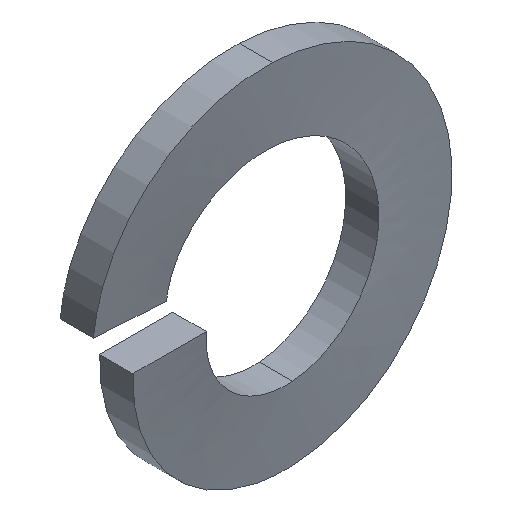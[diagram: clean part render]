
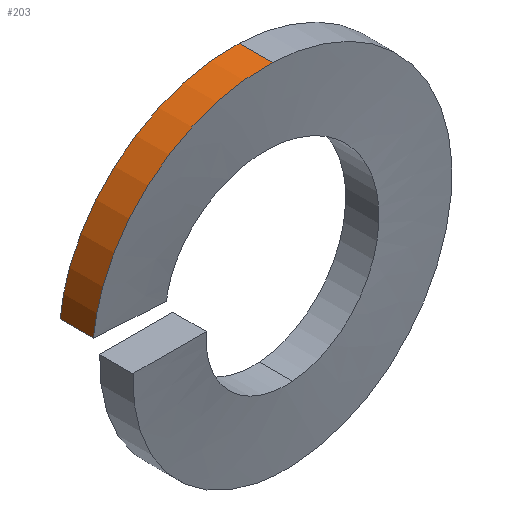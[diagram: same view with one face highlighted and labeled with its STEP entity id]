
A CAD part, isometric view. The second image highlights one B-rep face of the part: STEP entity #203.
In plain terms, the highlighted cylindrical face has radius 2.55 mm (diameter 5.1 mm), a partial arc.
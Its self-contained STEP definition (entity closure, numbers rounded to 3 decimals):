
#3 = DIRECTION ( 'NONE',  ( 0., 0., 1. ) ) ;
#13 = VECTOR ( 'NONE', #440, 1000. ) ;
#17 = VERTEX_POINT ( 'NONE', #306 ) ;
#18 = CARTESIAN_POINT ( 'NONE',  ( 0., 0., 2.55 ) ) ;
#20 = CARTESIAN_POINT ( 'NONE',  ( -2.454, 0.55, 1.612 ) ) ;
#28 = ORIENTED_EDGE ( 'NONE', *, *, #421, .F. ) ;
#34 = CARTESIAN_POINT ( 'NONE',  ( -2.545, 1.1, 0.16 ) ) ;
#130 = CARTESIAN_POINT ( 'NONE',  ( -0.612, 0.979, 2.55 ) ) ;
#154 = CYLINDRICAL_SURFACE ( 'NONE', #393, 2.55 ) ;
#162 = CARTESIAN_POINT ( 'NONE',  ( 0., 0.455, 2.55 ) ) ;
#165 =( BOUNDED_CURVE ( )  B_SPLINE_CURVE ( 2, ( #336, #130, #166, #407, #195 ),
 .UNSPECIFIED., .F., .T. ) 
 B_SPLINE_CURVE_WITH_KNOTS ( ( 3, 2, 3 ),
 ( 0.757, 0.833, 1. ),
 .UNSPECIFIED. ) 
 CURVE ( )  GEOMETRIC_REPRESENTATION_ITEM ( )  RATIONAL_B_SPLINE_CURVE ( ( 0.935, 0.94, 1., 0.869, 1. ) ) 
 REPRESENTATION_ITEM ( '' )  );
#166 = CARTESIAN_POINT ( 'NONE',  ( -1.158, 1., 2.272 ) ) ;
#195 = CARTESIAN_POINT ( 'NONE',  ( -2.545, 1.1, 0.16 ) ) ;
#202 = LINE ( 'NONE', #18, #13 ) ;
#203 = ADVANCED_FACE ( 'NONE', ( #223 ), #154, .T. ) ;
#206 = VERTEX_POINT ( 'NONE', #284 ) ;
#207 = CARTESIAN_POINT ( 'NONE',  ( -2.545, 0.6, 0.16 ) ) ;
#214 = DIRECTION ( 'NONE',  ( 0., 1., 0. ) ) ;
#223 = FACE_OUTER_BOUND ( 'NONE', #330, .T. ) ;
#232 = CARTESIAN_POINT ( 'NONE',  ( -1.158, 0.5, 2.272 ) ) ;
#238 = LINE ( 'NONE', #34, #329 ) ;
#243 = DIRECTION ( 'NONE',  ( 0., -1., 0. ) ) ;
#249 = VERTEX_POINT ( 'NONE', #207 ) ;
#265 = CARTESIAN_POINT ( 'NONE',  ( -2.545, 0.6, 0.16 ) ) ;
#279 = ORIENTED_EDGE ( 'NONE', *, *, #303, .T. ) ;
#284 = CARTESIAN_POINT ( 'NONE',  ( -2.545, 1.1, 0.16 ) ) ;
#303 = EDGE_CURVE ( 'NONE', #206, #249, #238, .T. ) ;
#306 = CARTESIAN_POINT ( 'NONE',  ( 0., 0.455, 2.55 ) ) ;
#329 = VECTOR ( 'NONE', #243, 1000. ) ;
#330 = EDGE_LOOP ( 'NONE', ( #28, #424, #353, #279 ) ) ;
#336 = CARTESIAN_POINT ( 'NONE',  ( 0., 0.955, 2.55 ) ) ;
#339 =( BOUNDED_CURVE ( )  B_SPLINE_CURVE ( 2, ( #162, #370, #232, #20, #265 ),
 .UNSPECIFIED., .F., .T. ) 
 B_SPLINE_CURVE_WITH_KNOTS ( ( 3, 2, 3 ),
 ( 0.757, 0.833, 1. ),
 .UNSPECIFIED. ) 
 CURVE ( )  GEOMETRIC_REPRESENTATION_ITEM ( )  RATIONAL_B_SPLINE_CURVE ( ( 0.935, 0.94, 1., 0.869, 1. ) ) 
 REPRESENTATION_ITEM ( '' )  );
#353 = ORIENTED_EDGE ( 'NONE', *, *, #448, .T. ) ;
#363 = VERTEX_POINT ( 'NONE', #443 ) ;
#367 = CARTESIAN_POINT ( 'NONE',  ( 0., 0., 0. ) ) ;
#370 = CARTESIAN_POINT ( 'NONE',  ( -0.612, 0.479, 2.55 ) ) ;
#393 = AXIS2_PLACEMENT_3D ( 'NONE', #367, #214, #3 ) ;
#399 = EDGE_CURVE ( 'NONE', #17, #363, #202, .T. ) ;
#407 = CARTESIAN_POINT ( 'NONE',  ( -2.454, 1.05, 1.612 ) ) ;
#421 = EDGE_CURVE ( 'NONE', #17, #249, #339, .T. ) ;
#424 = ORIENTED_EDGE ( 'NONE', *, *, #399, .T. ) ;
#440 = DIRECTION ( 'NONE',  ( 0., 1., 0. ) ) ;
#443 = CARTESIAN_POINT ( 'NONE',  ( 0., 0.955, 2.55 ) ) ;
#448 = EDGE_CURVE ( 'NONE', #363, #206, #165, .T. ) ;
